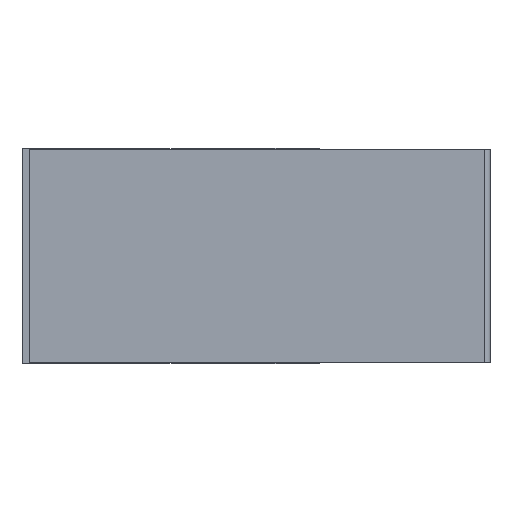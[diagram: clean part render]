
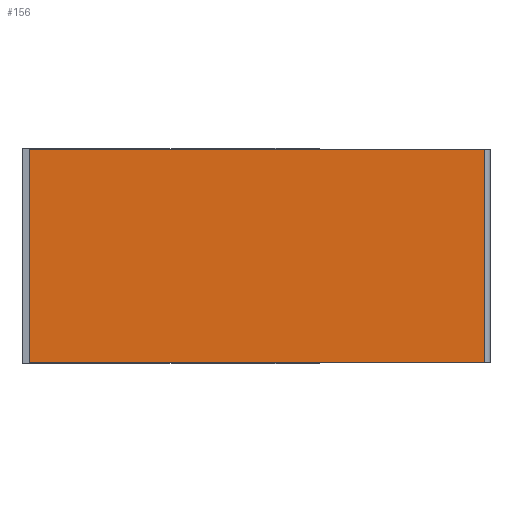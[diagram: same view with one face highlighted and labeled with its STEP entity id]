
A CAD part, left-side view. The second image highlights one B-rep face of the part: STEP entity #156.
In plain terms, the highlighted planar face has unit normal (-1, 0, 0).
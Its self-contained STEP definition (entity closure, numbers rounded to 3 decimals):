
#17 = CARTESIAN_POINT ( 'NONE',  ( -0.1, -2.225, -0.01 ) ) ;
#102 = VERTEX_POINT ( 'NONE', #3615 ) ;
#156 = ADVANCED_FACE ( 'NONE', ( #2041 ), #1735, .F. ) ;
#594 = DIRECTION ( 'NONE',  ( 0., 0., 1. ) ) ;
#630 = EDGE_CURVE ( 'NONE', #102, #3406, #1077, .T. ) ;
#747 = CARTESIAN_POINT ( 'NONE',  ( -0.1, -2.225, -2.89 ) ) ;
#1072 = DIRECTION ( 'NONE',  ( 0., 0., 1. ) ) ;
#1077 = LINE ( 'NONE', #1990, #3623 ) ;
#1368 = LINE ( 'NONE', #3384, #3570 ) ;
#1415 = VERTEX_POINT ( 'NONE', #747 ) ;
#1538 = VECTOR ( 'NONE', #594, 1000. ) ;
#1568 = EDGE_CURVE ( 'NONE', #3905, #102, #3661, .T. ) ;
#1735 = PLANE ( 'NONE',  #2643 ) ;
#1968 = CARTESIAN_POINT ( 'NONE',  ( -0.1, -2.225, -0.01 ) ) ;
#1990 = CARTESIAN_POINT ( 'NONE',  ( -0.1, -2.3, -0.01 ) ) ;
#2041 = FACE_OUTER_BOUND ( 'NONE', #2639, .T. ) ;
#2181 = ORIENTED_EDGE ( 'NONE', *, *, #630, .F. ) ;
#2269 = DIRECTION ( 'NONE',  ( 0., -1., 0. ) ) ;
#2338 = CARTESIAN_POINT ( 'NONE',  ( -0.1, 3.9, -2.89 ) ) ;
#2639 = EDGE_LOOP ( 'NONE', ( #3898, #3800, #2181, #4277 ) ) ;
#2642 = CARTESIAN_POINT ( 'NONE',  ( -0.1, 0., 0. ) ) ;
#2643 = AXIS2_PLACEMENT_3D ( 'NONE', #2642, #3983, #1072 ) ;
#2932 = LINE ( 'NONE', #17, #3152 ) ;
#3152 = VECTOR ( 'NONE', #3559, 1000. ) ;
#3384 = CARTESIAN_POINT ( 'NONE',  ( -0.1, -2.3, -2.89 ) ) ;
#3406 = VERTEX_POINT ( 'NONE', #1968 ) ;
#3559 = DIRECTION ( 'NONE',  ( 0., 0., 1. ) ) ;
#3570 = VECTOR ( 'NONE', #4061, 1000. ) ;
#3615 = CARTESIAN_POINT ( 'NONE',  ( -0.1, 3.9, -0.01 ) ) ;
#3623 = VECTOR ( 'NONE', #2269, 1000. ) ;
#3661 = LINE ( 'NONE', #4278, #1538 ) ;
#3800 = ORIENTED_EDGE ( 'NONE', *, *, #4233, .T. ) ;
#3898 = ORIENTED_EDGE ( 'NONE', *, *, #4300, .F. ) ;
#3905 = VERTEX_POINT ( 'NONE', #2338 ) ;
#3983 = DIRECTION ( 'NONE',  ( 1., 0., 0. ) ) ;
#4061 = DIRECTION ( 'NONE',  ( 0., 1., 0. ) ) ;
#4233 = EDGE_CURVE ( 'NONE', #1415, #3406, #2932, .T. ) ;
#4277 = ORIENTED_EDGE ( 'NONE', *, *, #1568, .F. ) ;
#4278 = CARTESIAN_POINT ( 'NONE',  ( -0.1, 3.9, -0.01 ) ) ;
#4300 = EDGE_CURVE ( 'NONE', #1415, #3905, #1368, .T. ) ;
